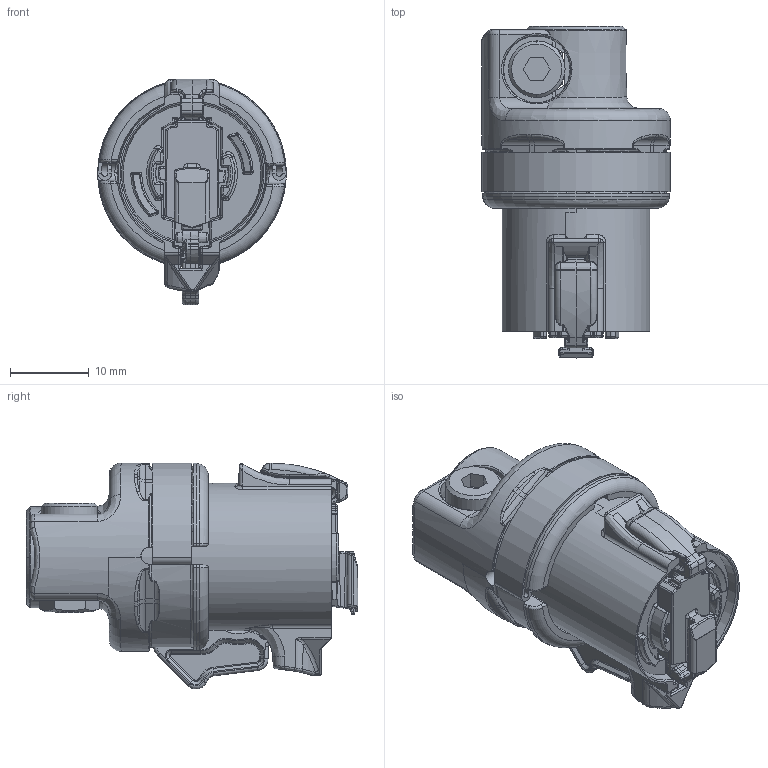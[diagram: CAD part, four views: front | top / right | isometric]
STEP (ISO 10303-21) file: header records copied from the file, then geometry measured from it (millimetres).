
FILE_DESCRIPTION((''),'2;1');
FILE_NAME('10005900938','2021-01-28T11:19:15',('RPampat'),('Rockwell Automation'),'CREO PARAMETRIC BY PTC INC, 2019444','CREO PARAMETRIC BY PTC INC, 2019444','');
FILE_SCHEMA(('CONFIG_CONTROL_DESIGN'));
Length unit declared in the file: millimetre
Products named in the file (1): 10005900938
Bounding box: 24 x 42.27 x 28.78 mm (x, y, z)
Volume: 11378.3 mm3; surface area: 7485.9 mm2
Topology: 2 solids, 4 shells, 1561 faces, 3980 edges, 2365 vertices
Faces by surface type: cylinder 474, plane 305, bspline 295, torus 250, cone 186, sphere 51
Entity records: 66762 total; most frequent: CARTESIAN_POINT 32001, ORIENTED_EDGE 7852, DIRECTION 6678, EDGE_CURVE 3931, AXIS2_PLACEMENT_3D 2723, VERTEX_POINT 2363, EDGE_LOOP 1576, FACE_OUTER_BOUND 1561
